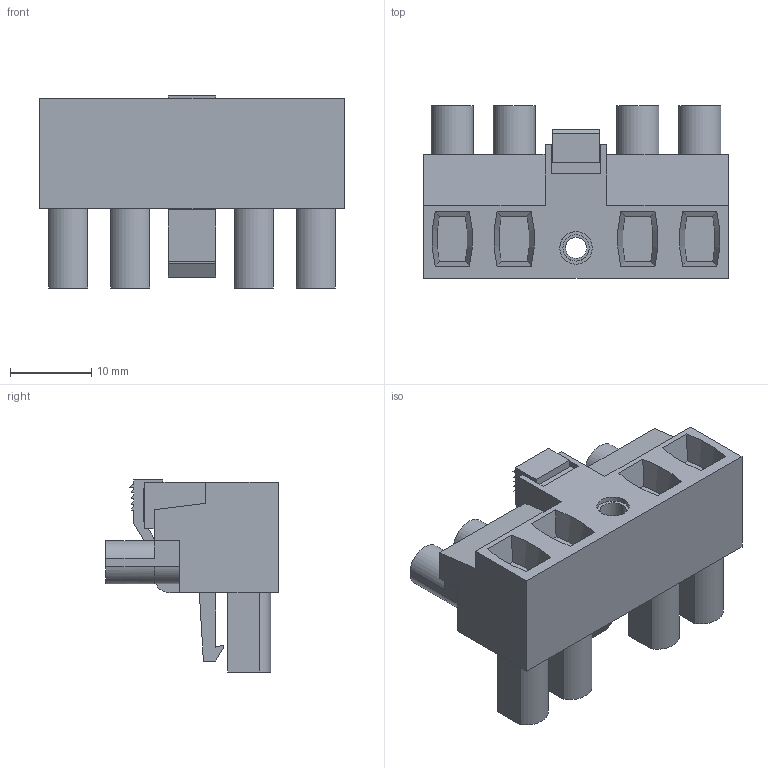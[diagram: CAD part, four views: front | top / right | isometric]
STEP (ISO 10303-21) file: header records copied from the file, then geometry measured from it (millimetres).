
FILE_DESCRIPTION(('CATIA V5 STEP Exchange','CAx-IF Rec.Pracs.--- Model Styling and Organization---1.4--- 2014-01-23'),'2;1');
FILE_NAME ('D1529564_0_2629750000_2629750000.stp','2022-05-03T13:41:26+00:00',('none'),('Weidmueller'),'CATIA Version 5-6 Release 2016 SP3 HF44','CATIA V5 STEP AP214','none');
FILE_SCHEMA(('AUTOMOTIVE_DESIGN { 1 0 10303 214 1 1 1 1 }'));
Length unit declared in the file: millimetre
Products named in the file (1): 2629750000
Bounding box: 37.48 x 21.25 x 23.65 mm (x, y, z)
Volume: 7630.5 mm3; surface area: 5390.5 mm2
Topology: 6 solids, 6 shells, 258 faces, 806 edges, 580 vertices
Faces by surface type: plane 181, cylinder 61, cone 16
Entity records: 9545 total; most frequent: CARTESIAN_POINT 2280, ORIENTED_EDGE 1612, DIRECTION 1196, EDGE_CURVE 806, VERTEX_POINT 580, VECTOR 507, LINE 507, AXIS2_PLACEMENT_3D 432
